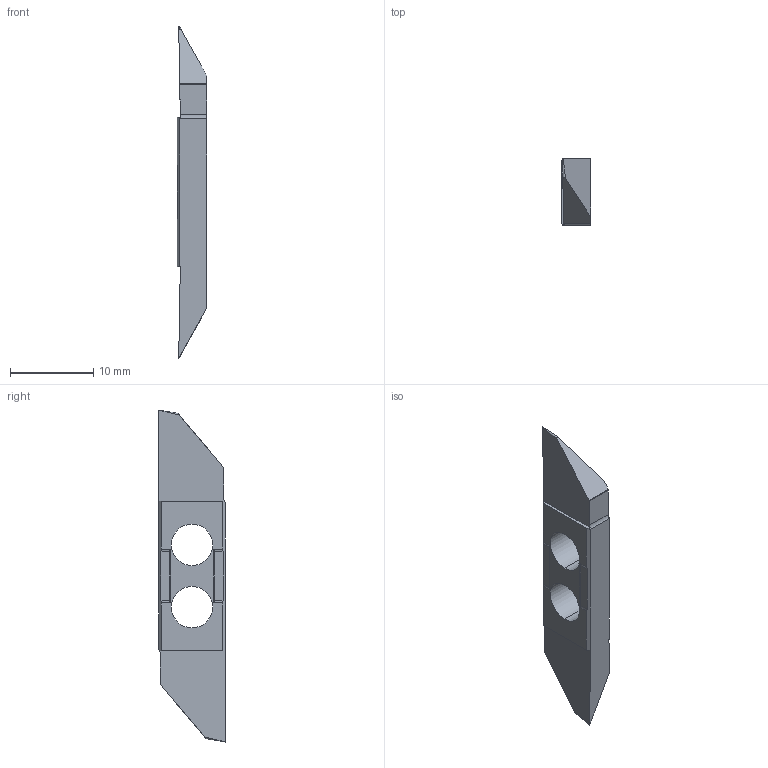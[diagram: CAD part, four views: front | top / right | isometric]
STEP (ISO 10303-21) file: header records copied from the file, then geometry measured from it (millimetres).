
FILE_DESCRIPTION (( 'STEP AP203' ), '1' );
FILE_NAME ('CUT-320-07.step', '2017-01-31T14:00:57', ( 'e00158' ), ( 'Microsoft' ), 'SwSTEP 2.0', 'SolidWorks 2016', '' );
FILE_SCHEMA (( 'CONFIG_CONTROL_DESIGN' ));
Length unit declared in the file: millimetre
Products named in the file (2): CUT-320-07
Bounding box: 3.6 x 8 x 40 mm (x, y, z)
Volume: 729.2 mm3; surface area: 834.6 mm2
Topology: 1 solids, 1 shells, 42 faces, 116 edges, 76 vertices
Faces by surface type: plane 22, cylinder 14, torus 4, bspline 2
Entity records: 1663 total; most frequent: CARTESIAN_POINT 484, ORIENTED_EDGE 232, DIRECTION 192, EDGE_CURVE 116, VERTEX_POINT 76, LINE 72, VECTOR 72, AXIS2_PLACEMENT_3D 60
